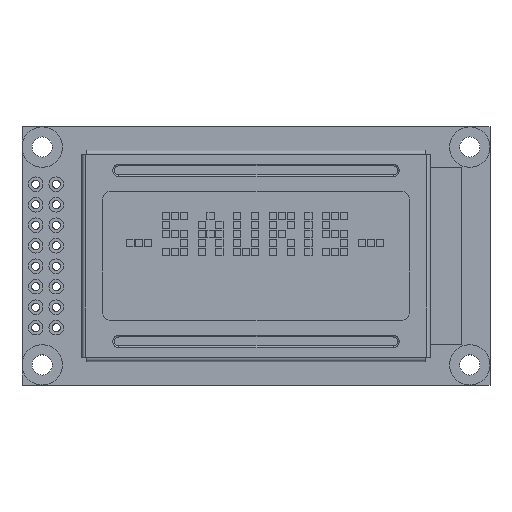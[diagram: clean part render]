
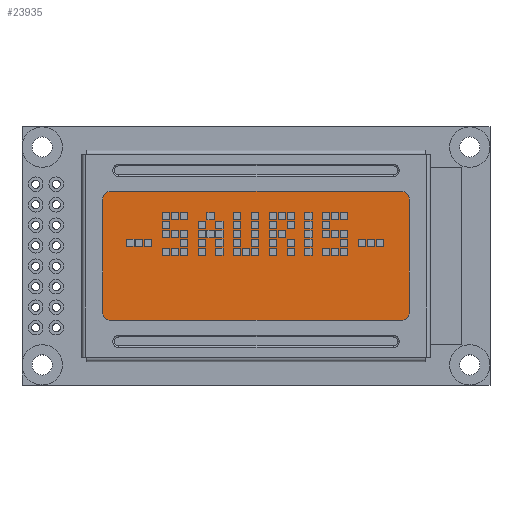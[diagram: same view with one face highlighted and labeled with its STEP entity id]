
A CAD part, top view. The second image highlights one B-rep face of the part: STEP entity #23935.
In plain terms, the highlighted planar face has unit normal (0, 0, 1).
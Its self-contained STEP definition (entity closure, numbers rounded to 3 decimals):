
#376 = CARTESIAN_POINT ( 'NONE',  ( -18., 7., 8.1 ) ) ;
#686 = ORIENTED_EDGE ( 'NONE', *, *, #24927, .T. ) ;
#1186 = CARTESIAN_POINT ( 'NONE',  ( -18., 8., 8.1 ) ) ;
#1427 = DIRECTION ( 'NONE',  ( 0., 0., 1. ) ) ;
#2082 = EDGE_CURVE ( 'NONE', #6904, #3976, #24824, .T. ) ;
#2256 = AXIS2_PLACEMENT_3D ( 'NONE', #7099, #20298, #22351 ) ;
#2689 = CIRCLE ( 'NONE', #25096, 1. ) ;
#3503 = ORIENTED_EDGE ( 'NONE', *, *, #14317, .T. ) ;
#3976 = VERTEX_POINT ( 'NONE', #10477 ) ;
#4596 = CARTESIAN_POINT ( 'NONE',  ( -18., -7., 8.1 ) ) ;
#4645 = CARTESIAN_POINT ( 'NONE',  ( -18., -8., 8.1 ) ) ;
#4802 = DIRECTION ( 'NONE',  ( 0., 0., 1. ) ) ;
#5075 = CARTESIAN_POINT ( 'NONE',  ( 19., -7., 8.1 ) ) ;
#5401 = AXIS2_PLACEMENT_3D ( 'NONE', #376, #4802, #13538 ) ;
#6367 = VECTOR ( 'NONE', #9608, 1000. ) ;
#6427 = CARTESIAN_POINT ( 'NONE',  ( -18., -8., 8.1 ) ) ;
#6830 = LINE ( 'NONE', #6427, #11155 ) ;
#6904 = VERTEX_POINT ( 'NONE', #5075 ) ;
#7099 = CARTESIAN_POINT ( 'NONE',  ( 18., -7., 8.1 ) ) ;
#7161 = DIRECTION ( 'NONE',  ( 0., 1., 0. ) ) ;
#7200 = CIRCLE ( 'NONE', #5401, 1. ) ;
#7261 = VECTOR ( 'NONE', #7161, 1000. ) ;
#7690 = ORIENTED_EDGE ( 'NONE', *, *, #27115, .T. ) ;
#7758 = CARTESIAN_POINT ( 'NONE',  ( 18., -8., 8.1 ) ) ;
#8678 = CARTESIAN_POINT ( 'NONE',  ( -19., 7., 8.1 ) ) ;
#9608 = DIRECTION ( 'NONE',  ( -1., 0., 0. ) ) ;
#10004 = CARTESIAN_POINT ( 'NONE',  ( 18., 7., 8.1 ) ) ;
#10477 = CARTESIAN_POINT ( 'NONE',  ( 19., 7., 8.1 ) ) ;
#10669 = DIRECTION ( 'NONE',  ( 1., 0., 0. ) ) ;
#11104 = ORIENTED_EDGE ( 'NONE', *, *, #19524, .T. ) ;
#11140 = CARTESIAN_POINT ( 'NONE',  ( -19., 7., 8.1 ) ) ;
#11155 = VECTOR ( 'NONE', #15579, 1000. ) ;
#11412 = AXIS2_PLACEMENT_3D ( 'NONE', #10004, #1427, #22930 ) ;
#11485 = VERTEX_POINT ( 'NONE', #4645 ) ;
#12755 = EDGE_CURVE ( 'NONE', #17347, #24867, #7200, .T. ) ;
#13538 = DIRECTION ( 'NONE',  ( 1., 0., 0. ) ) ;
#13873 = CARTESIAN_POINT ( 'NONE',  ( -18., 8., 8.1 ) ) ;
#14046 = LINE ( 'NONE', #1186, #6367 ) ;
#14317 = EDGE_CURVE ( 'NONE', #24867, #25692, #21879, .T. ) ;
#14799 = CARTESIAN_POINT ( 'NONE',  ( -18., 7., 8.1 ) ) ;
#15579 = DIRECTION ( 'NONE',  ( 1., 0., 0. ) ) ;
#16244 = EDGE_CURVE ( 'NONE', #24134, #6904, #20512, .T. ) ;
#16609 = VERTEX_POINT ( 'NONE', #24832 ) ;
#16834 = ORIENTED_EDGE ( 'NONE', *, *, #2082, .T. ) ;
#17347 = VERTEX_POINT ( 'NONE', #13873 ) ;
#18079 = ORIENTED_EDGE ( 'NONE', *, *, #27297, .T. ) ;
#19189 = EDGE_LOOP ( 'NONE', ( #22755, #3503, #11104, #686, #25993, #16834, #18079, #7690 ) ) ;
#19524 = EDGE_CURVE ( 'NONE', #25692, #11485, #2689, .T. ) ;
#19756 = DIRECTION ( 'NONE',  ( 1., 0., 0. ) ) ;
#19992 = DIRECTION ( 'NONE',  ( 0., -1., 0. ) ) ;
#20298 = DIRECTION ( 'NONE',  ( 0., 0., 1. ) ) ;
#20512 = CIRCLE ( 'NONE', #2256, 1. ) ;
#21214 = AXIS2_PLACEMENT_3D ( 'NONE', #14799, #21271, #10669 ) ;
#21271 = DIRECTION ( 'NONE',  ( 0., 0., 1. ) ) ;
#21879 = LINE ( 'NONE', #8678, #27183 ) ;
#21943 = CIRCLE ( 'NONE', #11412, 1. ) ;
#22351 = DIRECTION ( 'NONE',  ( 1., 0., 0. ) ) ;
#22590 = FACE_OUTER_BOUND ( 'NONE', #19189, .T. ) ;
#22755 = ORIENTED_EDGE ( 'NONE', *, *, #12755, .T. ) ;
#22930 = DIRECTION ( 'NONE',  ( -1., 0., 0. ) ) ;
#23597 = PLANE ( 'NONE',  #21214 ) ;
#23833 = CARTESIAN_POINT ( 'NONE',  ( -19., -7., 8.1 ) ) ;
#23935 = ADVANCED_FACE ( 'NONE', ( #22590 ), #23597, .T. ) ;
#24134 = VERTEX_POINT ( 'NONE', #7758 ) ;
#24824 = LINE ( 'NONE', #24963, #7261 ) ;
#24832 = CARTESIAN_POINT ( 'NONE',  ( 18., 8., 8.1 ) ) ;
#24867 = VERTEX_POINT ( 'NONE', #11140 ) ;
#24927 = EDGE_CURVE ( 'NONE', #11485, #24134, #6830, .T. ) ;
#24963 = CARTESIAN_POINT ( 'NONE',  ( 19., 7., 8.1 ) ) ;
#25096 = AXIS2_PLACEMENT_3D ( 'NONE', #4596, #26366, #19756 ) ;
#25692 = VERTEX_POINT ( 'NONE', #23833 ) ;
#25993 = ORIENTED_EDGE ( 'NONE', *, *, #16244, .T. ) ;
#26366 = DIRECTION ( 'NONE',  ( 0., 0., 1. ) ) ;
#27115 = EDGE_CURVE ( 'NONE', #16609, #17347, #14046, .T. ) ;
#27183 = VECTOR ( 'NONE', #19992, 1000. ) ;
#27297 = EDGE_CURVE ( 'NONE', #3976, #16609, #21943, .T. ) ;
